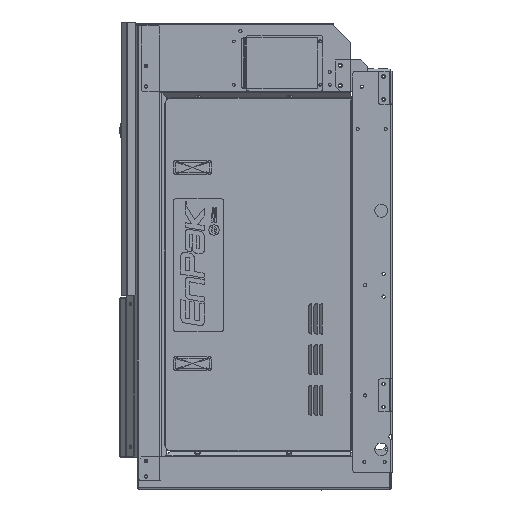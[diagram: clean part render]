
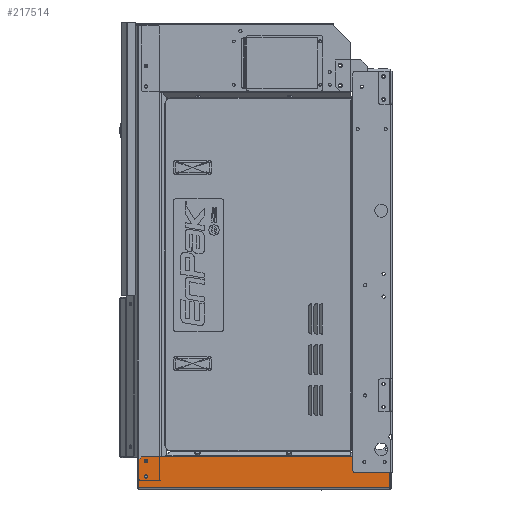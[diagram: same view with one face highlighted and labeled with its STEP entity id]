
A CAD part, left-side view. The second image highlights one B-rep face of the part: STEP entity #217514.
In plain terms, the highlighted planar face has unit normal (-1, 0, 0).
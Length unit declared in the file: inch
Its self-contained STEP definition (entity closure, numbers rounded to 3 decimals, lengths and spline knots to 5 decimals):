
#1556 = DIRECTION ( 'NONE',  ( -1., 0., 0. ) ) ;
#2948 = CARTESIAN_POINT ( 'NONE',  ( -10.4, 24.159, -20.0802 ) ) ;
#9092 = EDGE_CURVE ( 'NONE', #117133, #233420, #191418, .T. ) ;
#26049 = CIRCLE ( 'NONE', #137050, 0.1405 ) ;
#26084 = VECTOR ( 'NONE', #42974, 39.37008 ) ;
#31361 = VERTEX_POINT ( 'NONE', #191796 ) ;
#31934 = DIRECTION ( 'NONE',  ( 0., -1., 0. ) ) ;
#32985 = CIRCLE ( 'NONE', #55121, 0.1765 ) ;
#36056 = DIRECTION ( 'NONE',  ( -1., 0., 0. ) ) ;
#39115 = CARTESIAN_POINT ( 'NONE',  ( -10.4, 0.22, -21.2677 ) ) ;
#40503 = EDGE_CURVE ( 'NONE', #127924, #240065, #134039, .T. ) ;
#40768 = DIRECTION ( 'NONE',  ( 0., 0., 1. ) ) ;
#41156 = CIRCLE ( 'NONE', #258414, 0.1765 ) ;
#42974 = DIRECTION ( 'NONE',  ( 0., -1., 0. ) ) ;
#43409 = CARTESIAN_POINT ( 'NONE',  ( -10.4, 24.86826, -21.2077 ) ) ;
#43414 = AXIS2_PLACEMENT_3D ( 'NONE', #117542, #242342, #52232 ) ;
#44092 = VECTOR ( 'NONE', #55874, 39.37008 ) ;
#44448 = EDGE_CURVE ( 'NONE', #165058, #245172, #205661, .T. ) ;
#48567 = DIRECTION ( 'NONE',  ( 1., 0., 0. ) ) ;
#48680 = ORIENTED_EDGE ( 'NONE', *, *, #229911, .T. ) ;
#52103 = VECTOR ( 'NONE', #234207, 39.37008 ) ;
#52232 = DIRECTION ( 'NONE',  ( 0., 0., 1. ) ) ;
#53595 = CARTESIAN_POINT ( 'NONE',  ( -10.4, 0.725, -18.839 ) ) ;
#54329 = CARTESIAN_POINT ( 'NONE',  ( -10.4, 4.06, -18.1525 ) ) ;
#54826 = EDGE_CURVE ( 'NONE', #71595, #242361, #41156, .T. ) ;
#55121 = AXIS2_PLACEMENT_3D ( 'NONE', #258364, #261130, #220789 ) ;
#55874 = DIRECTION ( 'NONE',  ( 0., -1., 0. ) ) ;
#56393 = DIRECTION ( 'NONE',  ( 0., 0., 1. ) ) ;
#58163 = CARTESIAN_POINT ( 'NONE',  ( -10.4, 24.159, -20.0802 ) ) ;
#58563 = VECTOR ( 'NONE', #31934, 39.37008 ) ;
#61699 = CARTESIAN_POINT ( 'NONE',  ( -10.4, 22.23201, -18.1525 ) ) ;
#63739 = CARTESIAN_POINT ( 'NONE',  ( -10.4, 0.22, -18.1525 ) ) ;
#67591 = VECTOR ( 'NONE', #156819, 39.37008 ) ;
#71325 = AXIS2_PLACEMENT_3D ( 'NONE', #2948, #1556, #209786 ) ;
#71595 = VERTEX_POINT ( 'NONE', #53595 ) ;
#72052 = CARTESIAN_POINT ( 'NONE',  ( -10.4, 24.159, -19.9397 ) ) ;
#72059 = LINE ( 'NONE', #135977, #67591 ) ;
#76511 = ORIENTED_EDGE ( 'NONE', *, *, #104744, .F. ) ;
#76994 = CARTESIAN_POINT ( 'NONE',  ( -10.4, 24.61826, -18.1525 ) ) ;
#79603 = DIRECTION ( 'NONE',  ( -1., 0., 0. ) ) ;
#82391 = VERTEX_POINT ( 'NONE', #98849 ) ;
#82565 = CARTESIAN_POINT ( 'NONE',  ( -10.4, 0.725, -18.6625 ) ) ;
#84025 = ORIENTED_EDGE ( 'NONE', *, *, #147581, .F. ) ;
#84799 = ORIENTED_EDGE ( 'NONE', *, *, #54826, .T. ) ;
#91512 = AXIS2_PLACEMENT_3D ( 'NONE', #82565, #207534, #165923 ) ;
#95728 = EDGE_CURVE ( 'NONE', #152561, #111391, #162424, .T. ) ;
#95906 = ORIENTED_EDGE ( 'NONE', *, *, #204277, .T. ) ;
#98849 = CARTESIAN_POINT ( 'NONE',  ( -10.4, 24.159, -18.4397 ) ) ;
#103628 = VECTOR ( 'NONE', #127708, 39.37008 ) ;
#104744 = EDGE_CURVE ( 'NONE', #240065, #127924, #177682, .T. ) ;
#106690 = ORIENTED_EDGE ( 'NONE', *, *, #9092, .F. ) ;
#107772 = AXIS2_PLACEMENT_3D ( 'NONE', #174870, #48567, #131931 ) ;
#111391 = VERTEX_POINT ( 'NONE', #195846 ) ;
#113001 = CARTESIAN_POINT ( 'NONE',  ( -10.4, 0.22, -18.1525 ) ) ;
#114957 = ORIENTED_EDGE ( 'NONE', *, *, #40503, .F. ) ;
#116167 = FACE_OUTER_BOUND ( 'NONE', #161860, .T. ) ;
#117133 = VERTEX_POINT ( 'NONE', #61699 ) ;
#117542 = CARTESIAN_POINT ( 'NONE',  ( -10.4, 12.396, -21.3275 ) ) ;
#119434 = VERTEX_POINT ( 'NONE', #76994 ) ;
#120816 = DIRECTION ( 'NONE',  ( 0., 0., 1. ) ) ;
#121064 = CIRCLE ( 'NONE', #107772, 0.1765 ) ;
#127551 = LINE ( 'NONE', #232853, #52103 ) ;
#127708 = DIRECTION ( 'NONE',  ( 0., -1., 0. ) ) ;
#127924 = VERTEX_POINT ( 'NONE', #72052 ) ;
#131931 = DIRECTION ( 'NONE',  ( 0., 0., 1. ) ) ;
#134039 = CIRCLE ( 'NONE', #187274, 0.1405 ) ;
#135634 = CARTESIAN_POINT ( 'NONE',  ( -10.4, 24.159, -18.5802 ) ) ;
#135977 = CARTESIAN_POINT ( 'NONE',  ( -10.4, 4.8455, -13.777 ) ) ;
#136942 = EDGE_CURVE ( 'NONE', #119434, #111391, #127551, .T. ) ;
#137050 = AXIS2_PLACEMENT_3D ( 'NONE', #189255, #79603, #40768 ) ;
#137957 = ORIENTED_EDGE ( 'NONE', *, *, #160680, .F. ) ;
#138331 = VECTOR ( 'NONE', #190304, 39.37008 ) ;
#147581 = EDGE_CURVE ( 'NONE', #31361, #82391, #206320, .T. ) ;
#147861 = ORIENTED_EDGE ( 'NONE', *, *, #221858, .T. ) ;
#152561 = VERTEX_POINT ( 'NONE', #43409 ) ;
#156330 = CARTESIAN_POINT ( 'NONE',  ( -10.4, 0.47, -18.1525 ) ) ;
#156819 = DIRECTION ( 'NONE',  ( 0., 0.707, 0.707 ) ) ;
#160680 = EDGE_CURVE ( 'NONE', #119434, #117133, #201631, .T. ) ;
#161860 = EDGE_LOOP ( 'NONE', ( #198597, #48680, #231583, #106690, #137957, #166596, #170593, #147861 ) ) ;
#161911 = CARTESIAN_POINT ( 'NONE',  ( -10.4, 0.725, -18.6625 ) ) ;
#162424 = LINE ( 'NONE', #187315, #216830 ) ;
#163021 = EDGE_LOOP ( 'NONE', ( #187160, #84025 ) ) ;
#165058 = VERTEX_POINT ( 'NONE', #171301 ) ;
#165236 = ORIENTED_EDGE ( 'NONE', *, *, #245829, .T. ) ;
#165923 = DIRECTION ( 'NONE',  ( 0., 0., 1. ) ) ;
#166513 = CARTESIAN_POINT ( 'NONE',  ( -10.4, 12.54413, -18.1525 ) ) ;
#166596 = ORIENTED_EDGE ( 'NONE', *, *, #136942, .T. ) ;
#170593 = ORIENTED_EDGE ( 'NONE', *, *, #95728, .F. ) ;
#171301 = CARTESIAN_POINT ( 'NONE',  ( -10.4, 0.22, -18.4025 ) ) ;
#174870 = CARTESIAN_POINT ( 'NONE',  ( -10.4, 2.725, -18.6625 ) ) ;
#177682 = CIRCLE ( 'NONE', #71325, 0.1405 ) ;
#182644 = FACE_BOUND ( 'NONE', #273596, .T. ) ;
#185428 = DIRECTION ( 'NONE',  ( 1., 0., 0. ) ) ;
#187160 = ORIENTED_EDGE ( 'NONE', *, *, #247759, .F. ) ;
#187274 = AXIS2_PLACEMENT_3D ( 'NONE', #58163, #36056, #120816 ) ;
#187315 = CARTESIAN_POINT ( 'NONE',  ( -10.4, 24.86826, -21.2077 ) ) ;
#187985 = EDGE_LOOP ( 'NONE', ( #114957, #76511 ) ) ;
#188768 = VERTEX_POINT ( 'NONE', #239058 ) ;
#189255 = CARTESIAN_POINT ( 'NONE',  ( -10.4, 24.159, -18.5802 ) ) ;
#190304 = DIRECTION ( 'NONE',  ( 0., 0., -1. ) ) ;
#190588 = CARTESIAN_POINT ( 'NONE',  ( -10.4, 0.22, -21.2077 ) ) ;
#191418 = LINE ( 'NONE', #63739, #26084 ) ;
#191796 = CARTESIAN_POINT ( 'NONE',  ( -10.4, 24.159, -18.7207 ) ) ;
#192452 = EDGE_LOOP ( 'NONE', ( #165236, #84799 ) ) ;
#195846 = CARTESIAN_POINT ( 'NONE',  ( -10.4, 24.86826, -18.4025 ) ) ;
#196619 = DIRECTION ( 'NONE',  ( 0., 0., 1. ) ) ;
#198597 = ORIENTED_EDGE ( 'NONE', *, *, #44448, .F. ) ;
#201631 = LINE ( 'NONE', #113001, #44092 ) ;
#204277 = EDGE_CURVE ( 'NONE', #188768, #209034, #121064, .T. ) ;
#204845 = FACE_BOUND ( 'NONE', #192452, .T. ) ;
#205661 = LINE ( 'NONE', #39115, #138331 ) ;
#206320 = CIRCLE ( 'NONE', #223888, 0.1405 ) ;
#207534 = DIRECTION ( 'NONE',  ( 1., 0., 0. ) ) ;
#208853 = CARTESIAN_POINT ( 'NONE',  ( -10.4, 24.159, -20.2207 ) ) ;
#209034 = VERTEX_POINT ( 'NONE', #240314 ) ;
#209786 = DIRECTION ( 'NONE',  ( 0., 0., 1. ) ) ;
#216830 = VECTOR ( 'NONE', #271949, 39.37008 ) ;
#217460 = DIRECTION ( 'NONE',  ( -1., 0., 0. ) ) ;
#217514 = ADVANCED_FACE ( 'NONE', ( #204845, #182644, #265889, #222842, #116167 ), #264554, .T. ) ;
#220789 = DIRECTION ( 'NONE',  ( 0., 0., 1. ) ) ;
#221858 = EDGE_CURVE ( 'NONE', #152561, #245172, #227425, .T. ) ;
#222842 = FACE_BOUND ( 'NONE', #163021, .T. ) ;
#223888 = AXIS2_PLACEMENT_3D ( 'NONE', #135634, #217460, #196619 ) ;
#227425 = LINE ( 'NONE', #245561, #58563 ) ;
#228916 = LINE ( 'NONE', #166513, #103628 ) ;
#229911 = EDGE_CURVE ( 'NONE', #165058, #239100, #72059, .T. ) ;
#231583 = ORIENTED_EDGE ( 'NONE', *, *, #235050, .F. ) ;
#232853 = CARTESIAN_POINT ( 'NONE',  ( -10.4, 20.09463, -13.62887 ) ) ;
#233420 = VERTEX_POINT ( 'NONE', #54329 ) ;
#234207 = DIRECTION ( 'NONE',  ( 0., 0.707, -0.707 ) ) ;
#235050 = EDGE_CURVE ( 'NONE', #233420, #239100, #228916, .T. ) ;
#237016 = ORIENTED_EDGE ( 'NONE', *, *, #256403, .T. ) ;
#239058 = CARTESIAN_POINT ( 'NONE',  ( -10.4, 2.725, -18.486 ) ) ;
#239100 = VERTEX_POINT ( 'NONE', #156330 ) ;
#240065 = VERTEX_POINT ( 'NONE', #208853 ) ;
#240314 = CARTESIAN_POINT ( 'NONE',  ( -10.4, 2.725, -18.839 ) ) ;
#242342 = DIRECTION ( 'NONE',  ( -1., 0., 0. ) ) ;
#242361 = VERTEX_POINT ( 'NONE', #258561 ) ;
#245172 = VERTEX_POINT ( 'NONE', #190588 ) ;
#245561 = CARTESIAN_POINT ( 'NONE',  ( -10.4, 12.396, -21.2077 ) ) ;
#245829 = EDGE_CURVE ( 'NONE', #242361, #71595, #264202, .T. ) ;
#247759 = EDGE_CURVE ( 'NONE', #82391, #31361, #26049, .T. ) ;
#256403 = EDGE_CURVE ( 'NONE', #209034, #188768, #32985, .T. ) ;
#258364 = CARTESIAN_POINT ( 'NONE',  ( -10.4, 2.725, -18.6625 ) ) ;
#258414 = AXIS2_PLACEMENT_3D ( 'NONE', #161911, #185428, #56393 ) ;
#258561 = CARTESIAN_POINT ( 'NONE',  ( -10.4, 0.725, -18.486 ) ) ;
#261130 = DIRECTION ( 'NONE',  ( 1., 0., 0. ) ) ;
#264202 = CIRCLE ( 'NONE', #91512, 0.1765 ) ;
#264554 = PLANE ( 'NONE',  #43414 ) ;
#265889 = FACE_BOUND ( 'NONE', #187985, .T. ) ;
#271949 = DIRECTION ( 'NONE',  ( 0., 0., 1. ) ) ;
#273596 = EDGE_LOOP ( 'NONE', ( #95906, #237016 ) ) ;
